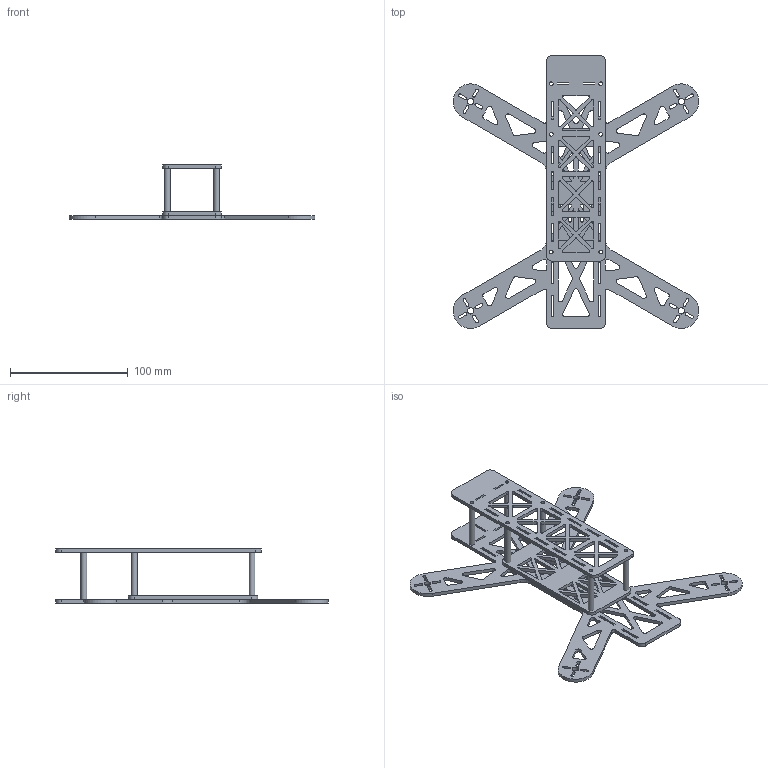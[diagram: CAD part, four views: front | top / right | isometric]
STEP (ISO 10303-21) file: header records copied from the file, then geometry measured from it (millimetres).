
FILE_DESCRIPTION(/* description */ (''),/* implementation_level */ '2;1');
FILE_NAME(/* name */ 'main v6.step',/* time_stamp */ '2022-01-11T23:00:11+08:00',/* author */ (''),/* organization */ (''),/* preprocessor_version */ 'ST-DEVELOPER v18.1',/* originating_system */ 'Autodesk Translation Framework v10.10.0.1391',/* authorisation */ '');
FILE_SCHEMA (('AUTOMOTIVE_DESIGN { 1 0 10303 214 3 1 1 }'));
Length unit declared in the file: millimetre
Products named in the file (5): main; 零部件1; 零部件2; 零部件3; 零部件4
Assembly tree (9 placements, depth 2):
  main
    零部件1
    零部件2
    零部件3
    零部件4  x6
Bounding box: 209 x 232 x 46 mm (x, y, z)
Volume: 81099.7 mm3; surface area: 78372.7 mm2
Topology: 9 solids, 9 shells, 554 faces, 1608 edges, 1072 vertices
Faces by surface type: plane 346, cylinder 208
Full cylindrical faces by diameter (mm): 3.2 x26, 5 x6, 5.5 x4
Entity records: 18551 total; most frequent: CARTESIAN_POINT 3178, ORIENTED_EDGE 3156, DIRECTION 3070, EDGE_CURVE 1578, LINE 1182, VECTOR 1182, VERTEX_POINT 1052, AXIS2_PLACEMENT_3D 944
